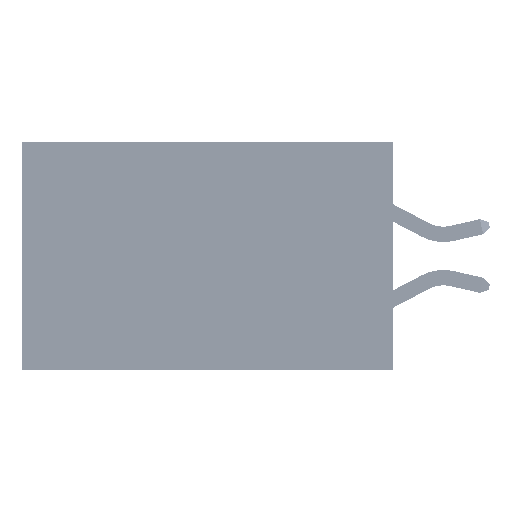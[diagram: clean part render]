
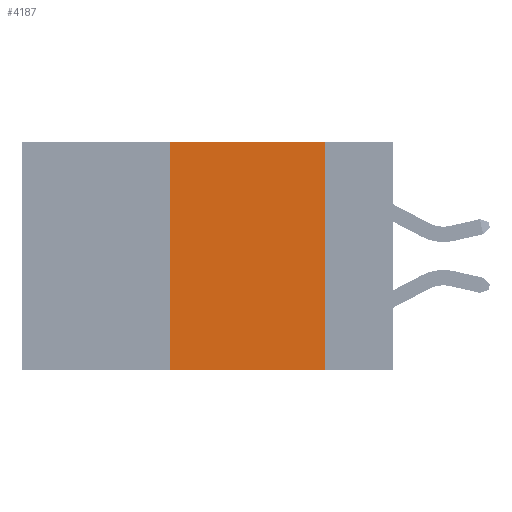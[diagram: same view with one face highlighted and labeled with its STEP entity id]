
A CAD part, left-side view. The second image highlights one B-rep face of the part: STEP entity #4187.
In plain terms, the highlighted planar face has unit normal (-1, 0, 0).
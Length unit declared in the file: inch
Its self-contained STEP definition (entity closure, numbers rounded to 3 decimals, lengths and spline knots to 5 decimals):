
#4187 = ADVANCED_FACE ( 'NONE', ( #16331 ), #17250, .F. ) ;
#4616 = CARTESIAN_POINT ( 'NONE',  ( 0., 0.36, 0. ) ) ;
#8687 = VECTOR ( 'NONE', #49852, 39.37008 ) ;
#10056 = CARTESIAN_POINT ( 'NONE',  ( 0., 0.6, -0.37 ) ) ;
#10359 = CARTESIAN_POINT ( 'NONE',  ( 0., 0.11, 0. ) ) ;
#12505 = VERTEX_POINT ( 'NONE', #48607 ) ;
#12950 = EDGE_CURVE ( 'NONE', #12505, #24896, #27171, .T. ) ;
#13548 = DIRECTION ( 'NONE',  ( 0., 0., -1. ) ) ;
#13768 = LINE ( 'NONE', #37367, #46503 ) ;
#16331 = FACE_OUTER_BOUND ( 'NONE', #47782, .T. ) ;
#17250 = PLANE ( 'NONE',  #33736 ) ;
#20277 = DIRECTION ( 'NONE',  ( 0., -1., 0. ) ) ;
#21183 = DIRECTION ( 'NONE',  ( 0., 0., 1. ) ) ;
#24896 = VERTEX_POINT ( 'NONE', #28040 ) ;
#26091 = VERTEX_POINT ( 'NONE', #40266 ) ;
#26956 = EDGE_CURVE ( 'NONE', #26091, #39744, #13768, .T. ) ;
#27171 = LINE ( 'NONE', #10359, #47331 ) ;
#28040 = CARTESIAN_POINT ( 'NONE',  ( 0., 0.11, -0.37 ) ) ;
#29818 = EDGE_CURVE ( 'NONE', #26091, #24896, #30723, .T. ) ;
#30195 = EDGE_CURVE ( 'NONE', #39744, #12505, #46483, .T. ) ;
#30723 = LINE ( 'NONE', #10056, #8687 ) ;
#31452 = ORIENTED_EDGE ( 'NONE', *, *, #30195, .F. ) ;
#33736 = AXIS2_PLACEMENT_3D ( 'NONE', #37480, #41166, #13548 ) ;
#33846 = ORIENTED_EDGE ( 'NONE', *, *, #29818, .T. ) ;
#35754 = VECTOR ( 'NONE', #20277, 39.37008 ) ;
#36256 = CARTESIAN_POINT ( 'NONE',  ( 0., 0.6, 0. ) ) ;
#37367 = CARTESIAN_POINT ( 'NONE',  ( 0., 0.36, 0. ) ) ;
#37480 = CARTESIAN_POINT ( 'NONE',  ( 0., 0.6, 0. ) ) ;
#39276 = ORIENTED_EDGE ( 'NONE', *, *, #12950, .F. ) ;
#39744 = VERTEX_POINT ( 'NONE', #4616 ) ;
#40266 = CARTESIAN_POINT ( 'NONE',  ( 0., 0.36, -0.37 ) ) ;
#41166 = DIRECTION ( 'NONE',  ( 1., 0., 0. ) ) ;
#42733 = DIRECTION ( 'NONE',  ( 0., 0., -1. ) ) ;
#46405 = ORIENTED_EDGE ( 'NONE', *, *, #26956, .F. ) ;
#46483 = LINE ( 'NONE', #36256, #35754 ) ;
#46503 = VECTOR ( 'NONE', #21183, 39.37008 ) ;
#47331 = VECTOR ( 'NONE', #42733, 39.37008 ) ;
#47782 = EDGE_LOOP ( 'NONE', ( #39276, #31452, #46405, #33846 ) ) ;
#48607 = CARTESIAN_POINT ( 'NONE',  ( 0., 0.11, 0. ) ) ;
#49852 = DIRECTION ( 'NONE',  ( 0., -1., 0. ) ) ;
